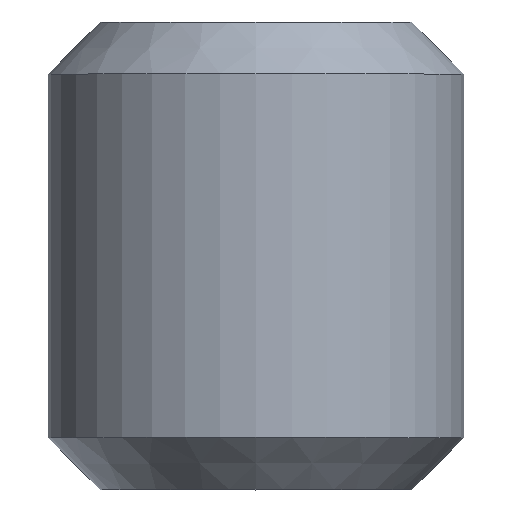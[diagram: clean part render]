
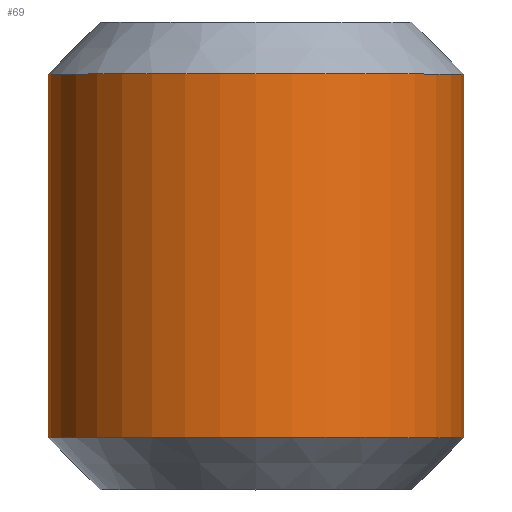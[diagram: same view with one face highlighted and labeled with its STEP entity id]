
A CAD part, top view. The second image highlights one B-rep face of the part: STEP entity #69.
In plain terms, the highlighted cylindrical face has radius 4 mm (diameter 8 mm), a partial arc.
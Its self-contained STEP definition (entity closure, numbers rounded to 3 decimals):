
#2 = CARTESIAN_POINT ( 'NONE',  ( 4., 3., 0. ) ) ;
#19 = CARTESIAN_POINT ( 'NONE',  ( 0., 1., 0. ) ) ;
#32 = VECTOR ( 'NONE', #84, 1000. ) ;
#37 = VECTOR ( 'NONE', #370, 1000. ) ;
#52 = DIRECTION ( 'NONE',  ( 1., 0., 0. ) ) ;
#69 = ADVANCED_FACE ( 'NONE', ( #332 ), #232, .T. ) ;
#75 = CARTESIAN_POINT ( 'NONE',  ( 4., 8., 0. ) ) ;
#84 = DIRECTION ( 'NONE',  ( 0., -1., 0. ) ) ;
#88 = VERTEX_POINT ( 'NONE', #320 ) ;
#110 = DIRECTION ( 'NONE',  ( 0., -1., 0. ) ) ;
#111 = AXIS2_PLACEMENT_3D ( 'NONE', #19, #324, #52 ) ;
#116 = DIRECTION ( 'NONE',  ( 1., 0., 0. ) ) ;
#120 = VERTEX_POINT ( 'NONE', #283 ) ;
#136 = CARTESIAN_POINT ( 'NONE',  ( -4., 1., 0. ) ) ;
#137 = CIRCLE ( 'NONE', #111, 4. ) ;
#144 = AXIS2_PLACEMENT_3D ( 'NONE', #363, #397, #308 ) ;
#178 = AXIS2_PLACEMENT_3D ( 'NONE', #215, #110, #116 ) ;
#185 = VERTEX_POINT ( 'NONE', #75 ) ;
#196 = EDGE_CURVE ( 'NONE', #185, #120, #249, .T. ) ;
#215 = CARTESIAN_POINT ( 'NONE',  ( 0., 8., 0. ) ) ;
#223 = ORIENTED_EDGE ( 'NONE', *, *, #352, .F. ) ;
#232 = CYLINDRICAL_SURFACE ( 'NONE', #144, 4. ) ;
#249 = CIRCLE ( 'NONE', #178, 4. ) ;
#254 = LINE ( 'NONE', #260, #32 ) ;
#260 = CARTESIAN_POINT ( 'NONE',  ( -4., 3., 0. ) ) ;
#265 = VERTEX_POINT ( 'NONE', #136 ) ;
#277 = LINE ( 'NONE', #2, #37 ) ;
#283 = CARTESIAN_POINT ( 'NONE',  ( -4., 8., 0. ) ) ;
#299 = ORIENTED_EDGE ( 'NONE', *, *, #196, .T. ) ;
#308 = DIRECTION ( 'NONE',  ( 1., 0., 0. ) ) ;
#309 = EDGE_CURVE ( 'NONE', #120, #265, #254, .T. ) ;
#310 = ORIENTED_EDGE ( 'NONE', *, *, #309, .T. ) ;
#320 = CARTESIAN_POINT ( 'NONE',  ( 4., 1., 0. ) ) ;
#324 = DIRECTION ( 'NONE',  ( 0., -1., 0. ) ) ;
#332 = FACE_OUTER_BOUND ( 'NONE', #398, .T. ) ;
#352 = EDGE_CURVE ( 'NONE', #88, #265, #137, .T. ) ;
#363 = CARTESIAN_POINT ( 'NONE',  ( 0., 3., 0. ) ) ;
#370 = DIRECTION ( 'NONE',  ( 0., -1., 0. ) ) ;
#397 = DIRECTION ( 'NONE',  ( 0., -1., 0. ) ) ;
#398 = EDGE_LOOP ( 'NONE', ( #299, #310, #223, #431 ) ) ;
#400 = EDGE_CURVE ( 'NONE', #185, #88, #277, .T. ) ;
#431 = ORIENTED_EDGE ( 'NONE', *, *, #400, .F. ) ;
